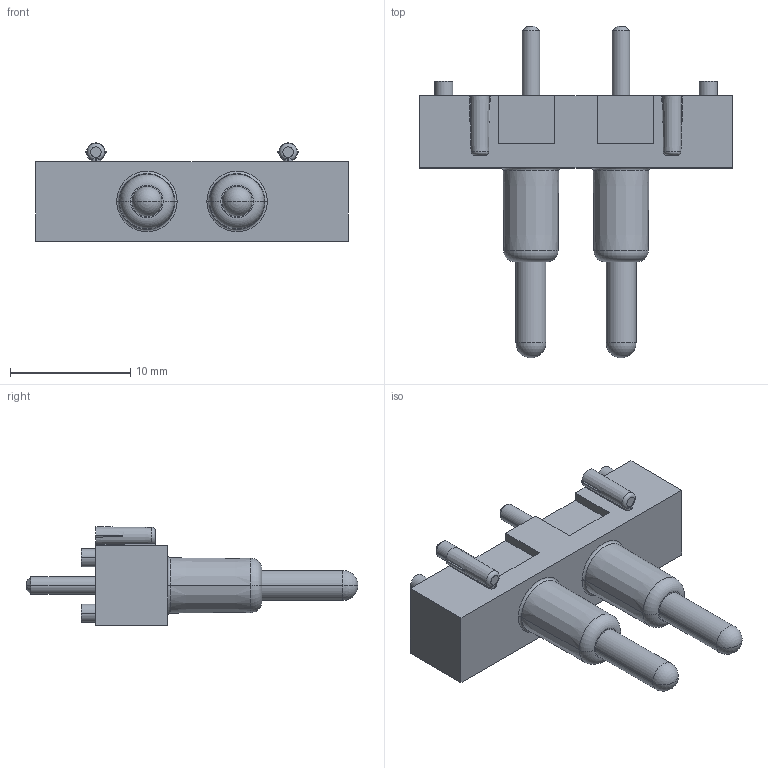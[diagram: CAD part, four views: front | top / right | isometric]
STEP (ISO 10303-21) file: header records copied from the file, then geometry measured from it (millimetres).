
FILE_DESCRIPTION((''),'2;1');
FILE_NAME('APT-2E16','2017-09-25T',('tl.yang'),(''),'PRO/ENGINEER BY PARAMETRIC TECHNOLOGY CORPORATION, 2011500','PRO/ENGINEER BY PARAMETRIC TECHNOLOGY CORPORATION, 2011500','');
FILE_SCHEMA(('CONFIG_CONTROL_DESIGN'));
Length unit declared in the file: millimetre
Products named in the file (1): APT-2E16
Bounding box: 26 x 27.6 x 8.17 mm (x, y, z)
Volume: 1076.7 mm3; surface area: 1537.2 mm2
Topology: 1 solids, 1 shells, 143 faces, 344 edges, 214 vertices
Faces by surface type: plane 61, cylinder 28, cone 24, torus 14, bspline 12, sphere 4
Entity records: 4663 total; most frequent: CARTESIAN_POINT 1318, DIRECTION 702, ORIENTED_EDGE 680, EDGE_CURVE 340, AXIS2_PLACEMENT_3D 269, VERTEX_POINT 214, VECTOR 164, LINE 164
